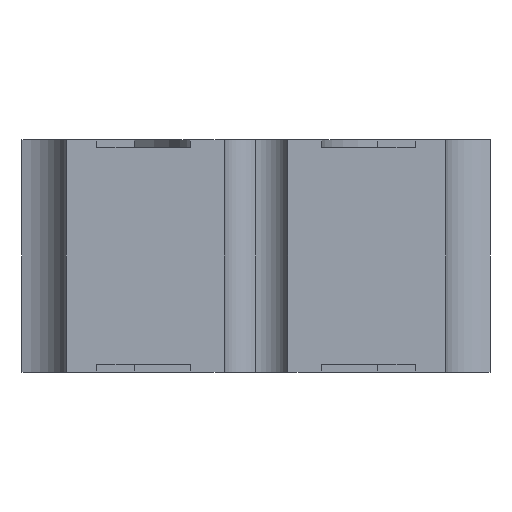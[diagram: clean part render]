
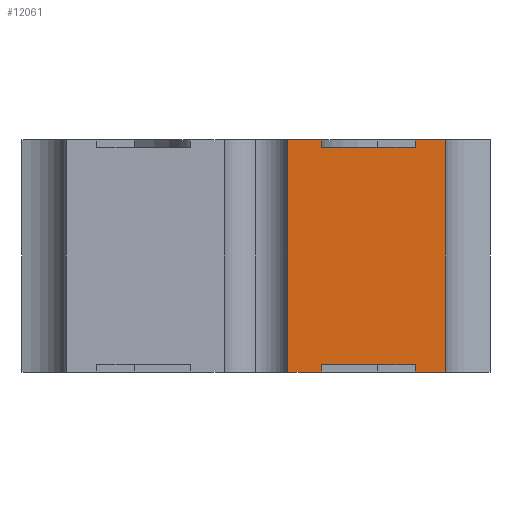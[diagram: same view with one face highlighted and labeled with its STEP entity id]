
A CAD part, left-side view. The second image highlights one B-rep face of the part: STEP entity #12061.
In plain terms, the highlighted planar face has unit normal (-1, 0, 0).
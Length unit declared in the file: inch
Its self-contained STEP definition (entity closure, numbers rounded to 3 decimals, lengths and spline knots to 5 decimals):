
#252 = LINE ( 'NONE', #11601, #3890 ) ;
#531 = ORIENTED_EDGE ( 'NONE', *, *, #8415, .T. ) ;
#614 = CARTESIAN_POINT ( 'NONE',  ( -0.1, -0.00849, 0. ) ) ;
#841 = ORIENTED_EDGE ( 'NONE', *, *, #8403, .T. ) ;
#1237 = VERTEX_POINT ( 'NONE', #614 ) ;
#1307 = EDGE_LOOP ( 'NONE', ( #531, #10210, #5234, #5406, #3625, #10753, #6635, #841, #6678, #7073, #9282, #3612 ) ) ;
#1501 = VERTEX_POINT ( 'NONE', #10737 ) ;
#1580 = CARTESIAN_POINT ( 'NONE',  ( -0.1, 0.065, 0. ) ) ;
#1757 = CARTESIAN_POINT ( 'NONE',  ( -0.1, 0., 0.062 ) ) ;
#2117 = VECTOR ( 'NONE', #10151, 39.37008 ) ;
#2341 = CARTESIAN_POINT ( 'NONE',  ( -0.1, -0.05072, 0. ) ) ;
#2473 = CARTESIAN_POINT ( 'NONE',  ( -0.1, -0.0175, 0. ) ) ;
#2543 = DIRECTION ( 'NONE',  ( 0., 0., 1. ) ) ;
#2611 = DIRECTION ( 'NONE',  ( -1., 0., 0. ) ) ;
#2796 = VERTEX_POINT ( 'NONE', #4580 ) ;
#2833 = LINE ( 'NONE', #12442, #12591 ) ;
#3022 = DIRECTION ( 'NONE',  ( 0., 0., -1. ) ) ;
#3293 = VERTEX_POINT ( 'NONE', #12255 ) ;
#3612 = ORIENTED_EDGE ( 'NONE', *, *, #8253, .T. ) ;
#3625 = ORIENTED_EDGE ( 'NONE', *, *, #4096, .T. ) ;
#3657 = EDGE_CURVE ( 'NONE', #1501, #4021, #8921, .T. ) ;
#3790 = EDGE_CURVE ( 'NONE', #8520, #12115, #2833, .T. ) ;
#3890 = VECTOR ( 'NONE', #6540, 39.37008 ) ;
#4021 = VERTEX_POINT ( 'NONE', #8772 ) ;
#4096 = EDGE_CURVE ( 'NONE', #3293, #12182, #6950, .T. ) ;
#4118 = CARTESIAN_POINT ( 'NONE',  ( -0.1, -0.065, 0.062 ) ) ;
#4344 = VERTEX_POINT ( 'NONE', #9898 ) ;
#4351 = AXIS2_PLACEMENT_3D ( 'NONE', #4716, #2611, #2543 ) ;
#4580 = CARTESIAN_POINT ( 'NONE',  ( -0.1, -0.0425, 0.002 ) ) ;
#4585 = CARTESIAN_POINT ( 'NONE',  ( -0.1, -0.0175, 0.06 ) ) ;
#4669 = LINE ( 'NONE', #4732, #5630 ) ;
#4716 = CARTESIAN_POINT ( 'NONE',  ( -0.1, -0.0625, 0. ) ) ;
#4732 = CARTESIAN_POINT ( 'NONE',  ( -0.1, -0.0175, 0.06 ) ) ;
#4896 = CARTESIAN_POINT ( 'NONE',  ( -0.1, -0.0425, 0.06 ) ) ;
#5058 = CARTESIAN_POINT ( 'NONE',  ( -0.1, -0.0425, 0.062 ) ) ;
#5234 = ORIENTED_EDGE ( 'NONE', *, *, #10761, .F. ) ;
#5378 = DIRECTION ( 'NONE',  ( 0., -1., 0. ) ) ;
#5406 = ORIENTED_EDGE ( 'NONE', *, *, #5525, .F. ) ;
#5525 = EDGE_CURVE ( 'NONE', #3293, #8334, #12070, .T. ) ;
#5630 = VECTOR ( 'NONE', #8842, 39.37008 ) ;
#5930 = DIRECTION ( 'NONE',  ( 0., 0., 1. ) ) ;
#6159 = EDGE_CURVE ( 'NONE', #2796, #8520, #11037, .T. ) ;
#6273 = LINE ( 'NONE', #10331, #12517 ) ;
#6540 = DIRECTION ( 'NONE',  ( 0., 0., -1. ) ) ;
#6635 = ORIENTED_EDGE ( 'NONE', *, *, #3657, .T. ) ;
#6678 = ORIENTED_EDGE ( 'NONE', *, *, #9795, .T. ) ;
#6717 = LINE ( 'NONE', #1580, #2117 ) ;
#6801 = PLANE ( 'NONE',  #4351 ) ;
#6950 = LINE ( 'NONE', #13096, #8714 ) ;
#7073 = ORIENTED_EDGE ( 'NONE', *, *, #3790, .F. ) ;
#7604 = VECTOR ( 'NONE', #11119, 39.37008 ) ;
#7977 = DIRECTION ( 'NONE',  ( 0., 1., 0. ) ) ;
#8229 = DIRECTION ( 'NONE',  ( 0., -1., 0. ) ) ;
#8253 = EDGE_CURVE ( 'NONE', #2796, #11061, #6273, .T. ) ;
#8334 = VERTEX_POINT ( 'NONE', #5058 ) ;
#8403 = EDGE_CURVE ( 'NONE', #4021, #1237, #252, .T. ) ;
#8415 = EDGE_CURVE ( 'NONE', #11061, #13155, #8551, .T. ) ;
#8440 = DIRECTION ( 'NONE',  ( 0., 0., -1. ) ) ;
#8520 = VERTEX_POINT ( 'NONE', #12138 ) ;
#8551 = LINE ( 'NONE', #10516, #12093 ) ;
#8684 = DIRECTION ( 'NONE',  ( 0., 1., 0. ) ) ;
#8714 = VECTOR ( 'NONE', #11205, 39.37008 ) ;
#8772 = CARTESIAN_POINT ( 'NONE',  ( -0.1, -0.00849, 0.062 ) ) ;
#8842 = DIRECTION ( 'NONE',  ( 0., 0., 1. ) ) ;
#8907 = VECTOR ( 'NONE', #8684, 39.37008 ) ;
#8921 = LINE ( 'NONE', #1757, #9130 ) ;
#9130 = VECTOR ( 'NONE', #7977, 39.37008 ) ;
#9282 = ORIENTED_EDGE ( 'NONE', *, *, #6159, .F. ) ;
#9450 = VECTOR ( 'NONE', #8229, 39.37008 ) ;
#9795 = EDGE_CURVE ( 'NONE', #1237, #12115, #6717, .T. ) ;
#9898 = CARTESIAN_POINT ( 'NONE',  ( -0.1, -0.05072, 0.062 ) ) ;
#10151 = DIRECTION ( 'NONE',  ( 0., -1., 0. ) ) ;
#10210 = ORIENTED_EDGE ( 'NONE', *, *, #10659, .T. ) ;
#10331 = CARTESIAN_POINT ( 'NONE',  ( -0.1, -0.0425, 0.002 ) ) ;
#10516 = CARTESIAN_POINT ( 'NONE',  ( -0.1, 0.065, 0. ) ) ;
#10659 = EDGE_CURVE ( 'NONE', #13155, #4344, #12362, .T. ) ;
#10737 = CARTESIAN_POINT ( 'NONE',  ( -0.1, -0.0175, 0.062 ) ) ;
#10753 = ORIENTED_EDGE ( 'NONE', *, *, #11703, .T. ) ;
#10761 = EDGE_CURVE ( 'NONE', #8334, #4344, #13369, .T. ) ;
#11037 = LINE ( 'NONE', #11804, #8907 ) ;
#11061 = VERTEX_POINT ( 'NONE', #13080 ) ;
#11119 = DIRECTION ( 'NONE',  ( 0., 0., 1. ) ) ;
#11205 = DIRECTION ( 'NONE',  ( 0., 1., 0. ) ) ;
#11592 = VECTOR ( 'NONE', #5930, 39.37008 ) ;
#11601 = CARTESIAN_POINT ( 'NONE',  ( -0.1, -0.00849, -0.04384 ) ) ;
#11703 = EDGE_CURVE ( 'NONE', #12182, #1501, #4669, .T. ) ;
#11804 = CARTESIAN_POINT ( 'NONE',  ( -0.1, 0.065, 0.002 ) ) ;
#12061 = ADVANCED_FACE ( 'NONE', ( #13017 ), #6801, .T. ) ;
#12070 = LINE ( 'NONE', #4896, #7604 ) ;
#12093 = VECTOR ( 'NONE', #5378, 39.37008 ) ;
#12115 = VERTEX_POINT ( 'NONE', #2473 ) ;
#12138 = CARTESIAN_POINT ( 'NONE',  ( -0.1, -0.0175, 0.002 ) ) ;
#12152 = CARTESIAN_POINT ( 'NONE',  ( -0.1, -0.05072, -0.04384 ) ) ;
#12182 = VERTEX_POINT ( 'NONE', #4585 ) ;
#12255 = CARTESIAN_POINT ( 'NONE',  ( -0.1, -0.0425, 0.06 ) ) ;
#12362 = LINE ( 'NONE', #12152, #11592 ) ;
#12442 = CARTESIAN_POINT ( 'NONE',  ( -0.1, -0.0175, 0.002 ) ) ;
#12517 = VECTOR ( 'NONE', #3022, 39.37008 ) ;
#12591 = VECTOR ( 'NONE', #8440, 39.37008 ) ;
#13017 = FACE_OUTER_BOUND ( 'NONE', #1307, .T. ) ;
#13080 = CARTESIAN_POINT ( 'NONE',  ( -0.1, -0.0425, 0. ) ) ;
#13096 = CARTESIAN_POINT ( 'NONE',  ( -0.1, 0.065, 0.06 ) ) ;
#13155 = VERTEX_POINT ( 'NONE', #2341 ) ;
#13369 = LINE ( 'NONE', #4118, #9450 ) ;
